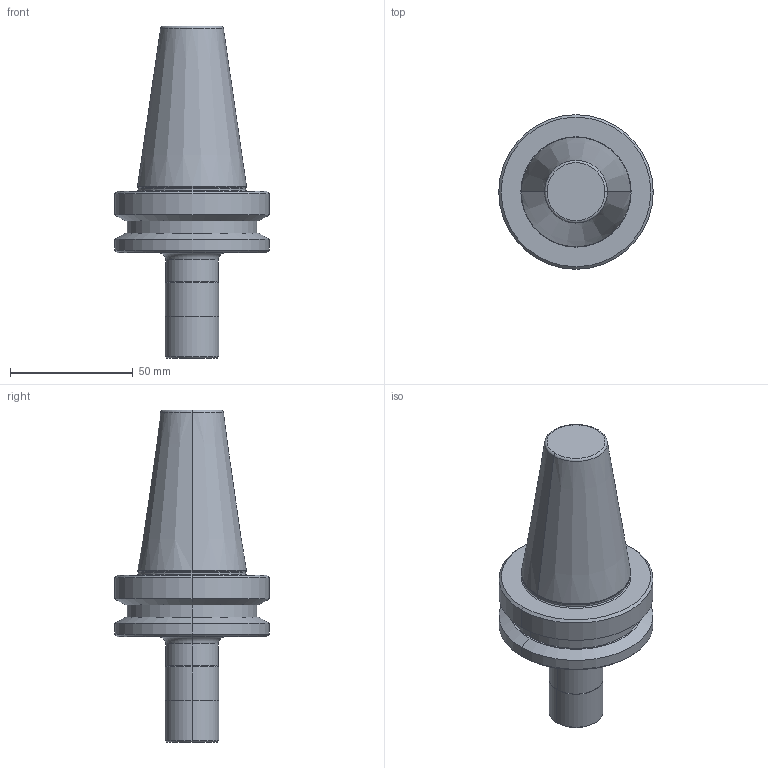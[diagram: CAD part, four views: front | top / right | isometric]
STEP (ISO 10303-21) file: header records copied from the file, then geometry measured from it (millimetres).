
FILE_DESCRIPTION (( 'STEP AP203' ), '1' );
FILE_NAME ('BT 40 ER16M 070 AD+B-2.5G 25000 SL.STEP', '2019-05-21T09:49:48', ( '' ), ( '' ), 'SwSTEP 2.0', 'SolidWorks 2014', '' );
FILE_SCHEMA (( 'CONFIG_CONTROL_DESIGN' ));
Length unit declared in the file: millimetre
Products named in the file (1): BT 40 ER16M 070 AD+B-2.5G 25000 SL
Bounding box: 63 x 63 x 135.4 mm (x, y, z)
Volume: 154567.8 mm3; surface area: 21199.3 mm2
Topology: 1 solids, 1 shells, 46 faces, 90 edges, 50 vertices
Faces by surface type: cone 18, cylinder 14, torus 8, plane 6
Entity records: 1249 total; most frequent: DIRECTION 242, CARTESIAN_POINT 187, ORIENTED_EDGE 180, AXIS2_PLACEMENT_3D 105, EDGE_CURVE 90, CIRCLE 58, VERTEX_POINT 50, EDGE_LOOP 50
